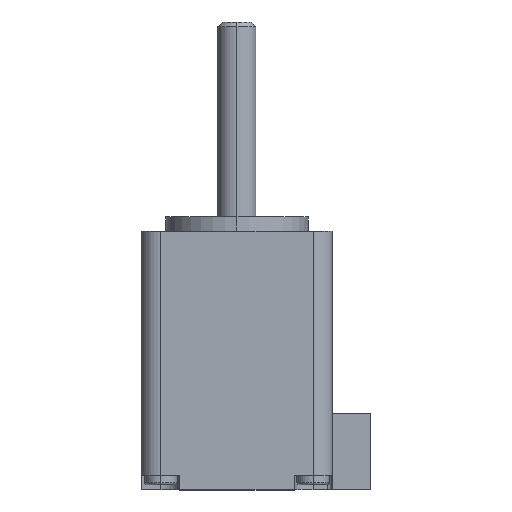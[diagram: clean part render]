
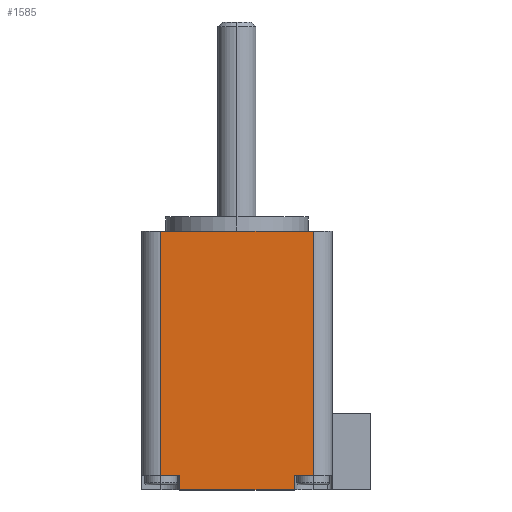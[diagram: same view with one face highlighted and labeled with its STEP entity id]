
A CAD part, top view. The second image highlights one B-rep face of the part: STEP entity #1585.
In plain terms, the highlighted planar face has unit normal (0, 0, 1).
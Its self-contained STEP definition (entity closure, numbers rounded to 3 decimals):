
#164 = EDGE_CURVE ( 'NONE', #905, #1430, #2081, .T. ) ;
#234 = DIRECTION ( 'NONE',  ( 0., -1., 0. ) ) ;
#246 = DIRECTION ( 'NONE',  ( 0., 1., 0. ) ) ;
#261 = VECTOR ( 'NONE', #2174, 1000. ) ;
#320 = ORIENTED_EDGE ( 'NONE', *, *, #2030, .F. ) ;
#329 = VERTEX_POINT ( 'NONE', #2251 ) ;
#356 = VERTEX_POINT ( 'NONE', #432 ) ;
#371 = EDGE_CURVE ( 'NONE', #676, #356, #921, .T. ) ;
#401 = CARTESIAN_POINT ( 'NONE',  ( 0., 1.5, 0. ) ) ;
#432 = CARTESIAN_POINT ( 'NONE',  ( 18., 27.2, 0. ) ) ;
#452 = CARTESIAN_POINT ( 'NONE',  ( 4., 1.5, 0. ) ) ;
#469 = LINE ( 'NONE', #737, #1812 ) ;
#541 = ORIENTED_EDGE ( 'NONE', *, *, #1126, .F. ) ;
#584 = DIRECTION ( 'NONE',  ( -1., 0., 0. ) ) ;
#626 = ORIENTED_EDGE ( 'NONE', *, *, #164, .F. ) ;
#669 = VECTOR ( 'NONE', #1911, 1000. ) ;
#676 = VERTEX_POINT ( 'NONE', #1451 ) ;
#722 = LINE ( 'NONE', #742, #261 ) ;
#737 = CARTESIAN_POINT ( 'NONE',  ( 4., 1.5, 0. ) ) ;
#742 = CARTESIAN_POINT ( 'NONE',  ( 0., 27.2, 0. ) ) ;
#756 = EDGE_LOOP ( 'NONE', ( #954, #2244, #541, #1454, #320, #2189, #626, #1499 ) ) ;
#762 = CARTESIAN_POINT ( 'NONE',  ( 0., 27.2, 0. ) ) ;
#776 = LINE ( 'NONE', #1390, #1206 ) ;
#787 = EDGE_CURVE ( 'NONE', #852, #842, #1566, .T. ) ;
#842 = VERTEX_POINT ( 'NONE', #1048 ) ;
#852 = VERTEX_POINT ( 'NONE', #1248 ) ;
#883 = DIRECTION ( 'NONE',  ( 1., 0., 0. ) ) ;
#902 = VERTEX_POINT ( 'NONE', #2284 ) ;
#905 = VERTEX_POINT ( 'NONE', #452 ) ;
#921 = LINE ( 'NONE', #2200, #1799 ) ;
#942 = CARTESIAN_POINT ( 'NONE',  ( 2., 1.5, 0. ) ) ;
#954 = ORIENTED_EDGE ( 'NONE', *, *, #787, .T. ) ;
#982 = DIRECTION ( 'NONE',  ( -1., 0., 0. ) ) ;
#1004 = AXIS2_PLACEMENT_3D ( 'NONE', #762, #1800, #584 ) ;
#1045 = LINE ( 'NONE', #1301, #1092 ) ;
#1048 = CARTESIAN_POINT ( 'NONE',  ( 16., 0., 0. ) ) ;
#1092 = VECTOR ( 'NONE', #234, 1000. ) ;
#1097 = FACE_OUTER_BOUND ( 'NONE', #756, .T. ) ;
#1101 = DIRECTION ( 'NONE',  ( 0., -1., 0. ) ) ;
#1123 = CARTESIAN_POINT ( 'NONE',  ( 0., 0., 0. ) ) ;
#1126 = EDGE_CURVE ( 'NONE', #676, #902, #776, .T. ) ;
#1140 = LINE ( 'NONE', #1203, #669 ) ;
#1159 = EDGE_CURVE ( 'NONE', #329, #1430, #1140, .T. ) ;
#1203 = CARTESIAN_POINT ( 'NONE',  ( 2., 27.2, 0. ) ) ;
#1206 = VECTOR ( 'NONE', #982, 1000. ) ;
#1248 = CARTESIAN_POINT ( 'NONE',  ( 4., 0., 0. ) ) ;
#1274 = PLANE ( 'NONE',  #1004 ) ;
#1301 = CARTESIAN_POINT ( 'NONE',  ( 16., 1.5, 0. ) ) ;
#1390 = CARTESIAN_POINT ( 'NONE',  ( 16., 1.5, 0. ) ) ;
#1430 = VERTEX_POINT ( 'NONE', #942 ) ;
#1451 = CARTESIAN_POINT ( 'NONE',  ( 18., 1.5, 0. ) ) ;
#1454 = ORIENTED_EDGE ( 'NONE', *, *, #371, .T. ) ;
#1461 = DIRECTION ( 'NONE',  ( -1., 0., 0. ) ) ;
#1499 = ORIENTED_EDGE ( 'NONE', *, *, #1670, .T. ) ;
#1566 = LINE ( 'NONE', #1123, #2109 ) ;
#1585 = ADVANCED_FACE ( 'NONE', ( #1097 ), #1274, .F. ) ;
#1606 = VECTOR ( 'NONE', #1461, 1000. ) ;
#1670 = EDGE_CURVE ( 'NONE', #905, #852, #469, .T. ) ;
#1799 = VECTOR ( 'NONE', #246, 1000. ) ;
#1800 = DIRECTION ( 'NONE',  ( 0., 0., -1. ) ) ;
#1812 = VECTOR ( 'NONE', #1101, 1000. ) ;
#1911 = DIRECTION ( 'NONE',  ( 0., -1., 0. ) ) ;
#2030 = EDGE_CURVE ( 'NONE', #329, #356, #722, .T. ) ;
#2081 = LINE ( 'NONE', #401, #1606 ) ;
#2104 = EDGE_CURVE ( 'NONE', #902, #842, #1045, .T. ) ;
#2109 = VECTOR ( 'NONE', #883, 1000. ) ;
#2174 = DIRECTION ( 'NONE',  ( 1., 0., 0. ) ) ;
#2189 = ORIENTED_EDGE ( 'NONE', *, *, #1159, .T. ) ;
#2200 = CARTESIAN_POINT ( 'NONE',  ( 18., 27.2, 0. ) ) ;
#2244 = ORIENTED_EDGE ( 'NONE', *, *, #2104, .F. ) ;
#2251 = CARTESIAN_POINT ( 'NONE',  ( 2., 27.2, 0. ) ) ;
#2284 = CARTESIAN_POINT ( 'NONE',  ( 16., 1.5, 0. ) ) ;
